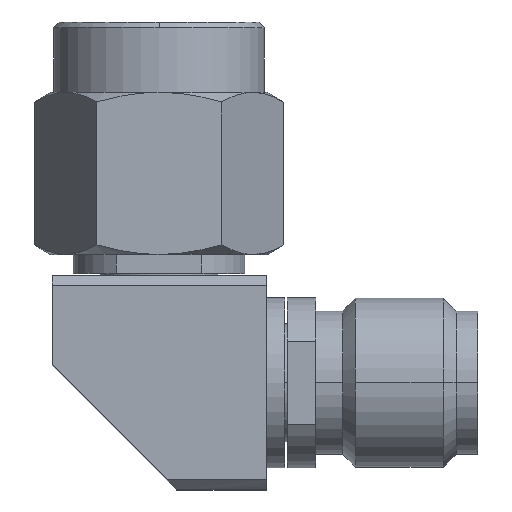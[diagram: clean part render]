
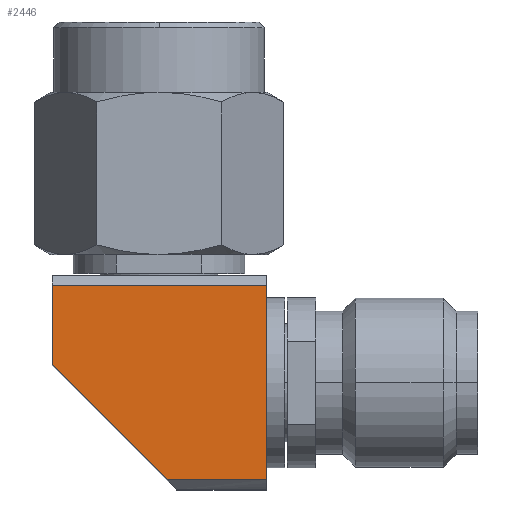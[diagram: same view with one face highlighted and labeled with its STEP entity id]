
A CAD part, top view. The second image highlights one B-rep face of the part: STEP entity #2446.
In plain terms, the highlighted planar face has unit normal (0, 0, 1).
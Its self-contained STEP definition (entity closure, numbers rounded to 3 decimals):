
#112 = VECTOR ( 'NONE', #508, 1000. ) ;
#161 = ORIENTED_EDGE ( 'NONE', *, *, #3623, .T. ) ;
#185 = ORIENTED_EDGE ( 'NONE', *, *, #2022, .T. ) ;
#508 = DIRECTION ( 'NONE',  ( 1., 0., 0. ) ) ;
#558 = CARTESIAN_POINT ( 'NONE',  ( 0., 0., 3.96 ) ) ;
#745 = VECTOR ( 'NONE', #2551, 1000. ) ;
#794 = VERTEX_POINT ( 'NONE', #818 ) ;
#808 = EDGE_CURVE ( 'NONE', #2510, #2230, #2081, .T. ) ;
#818 = CARTESIAN_POINT ( 'NONE',  ( -3.96, 0.66, 3.96 ) ) ;
#865 = DIRECTION ( 'NONE',  ( 1., 0., 0. ) ) ;
#1122 = ORIENTED_EDGE ( 'NONE', *, *, #808, .F. ) ;
#1179 = DIRECTION ( 'NONE',  ( 0., 0., 1. ) ) ;
#1206 = VECTOR ( 'NONE', #2343, 1000. ) ;
#1282 = CARTESIAN_POINT ( 'NONE',  ( 3.96, -3.597, 3.96 ) ) ;
#1322 = ORIENTED_EDGE ( 'NONE', *, *, #3830, .F. ) ;
#1672 = ORIENTED_EDGE ( 'NONE', *, *, #3267, .F. ) ;
#1748 = CARTESIAN_POINT ( 'NONE',  ( -3.96, 0.66, 3.96 ) ) ;
#1751 = CARTESIAN_POINT ( 'NONE',  ( -3.96, 3.597, 3.96 ) ) ;
#1815 = DIRECTION ( 'NONE',  ( 0.707, -0.707, 0. ) ) ;
#1858 = VERTEX_POINT ( 'NONE', #3695 ) ;
#1963 = CARTESIAN_POINT ( 'NONE',  ( 0., -3.597, 3.96 ) ) ;
#2022 = EDGE_CURVE ( 'NONE', #1858, #2230, #2323, .T. ) ;
#2078 = PLANE ( 'NONE',  #2118 ) ;
#2081 = LINE ( 'NONE', #2674, #1206 ) ;
#2118 = AXIS2_PLACEMENT_3D ( 'NONE', #558, #1179, #865 ) ;
#2144 = DIRECTION ( 'NONE',  ( 0., 1., 0. ) ) ;
#2183 = CARTESIAN_POINT ( 'NONE',  ( -3.96, 3.96, 3.96 ) ) ;
#2230 = VERTEX_POINT ( 'NONE', #1282 ) ;
#2232 = LINE ( 'NONE', #3669, #745 ) ;
#2276 = EDGE_LOOP ( 'NONE', ( #161, #185, #1122, #1672, #1322 ) ) ;
#2323 = LINE ( 'NONE', #1963, #112 ) ;
#2343 = DIRECTION ( 'NONE',  ( 0., -1., 0. ) ) ;
#2433 = VERTEX_POINT ( 'NONE', #1751 ) ;
#2446 = ADVANCED_FACE ( 'NONE', ( #2923 ), #2078, .T. ) ;
#2510 = VERTEX_POINT ( 'NONE', #3238 ) ;
#2551 = DIRECTION ( 'NONE',  ( 1., 0., 0. ) ) ;
#2674 = CARTESIAN_POINT ( 'NONE',  ( 3.96, -3.96, 3.96 ) ) ;
#2923 = FACE_OUTER_BOUND ( 'NONE', #2276, .T. ) ;
#3214 = VECTOR ( 'NONE', #1815, 1000. ) ;
#3238 = CARTESIAN_POINT ( 'NONE',  ( 3.96, 3.597, 3.96 ) ) ;
#3267 = EDGE_CURVE ( 'NONE', #2433, #2510, #2232, .T. ) ;
#3435 = VECTOR ( 'NONE', #2144, 1000. ) ;
#3623 = EDGE_CURVE ( 'NONE', #794, #1858, #3880, .T. ) ;
#3669 = CARTESIAN_POINT ( 'NONE',  ( -4., 3.597, 3.96 ) ) ;
#3695 = CARTESIAN_POINT ( 'NONE',  ( 0.297, -3.597, 3.96 ) ) ;
#3703 = LINE ( 'NONE', #2183, #3435 ) ;
#3830 = EDGE_CURVE ( 'NONE', #794, #2433, #3703, .T. ) ;
#3880 = LINE ( 'NONE', #1748, #3214 ) ;
